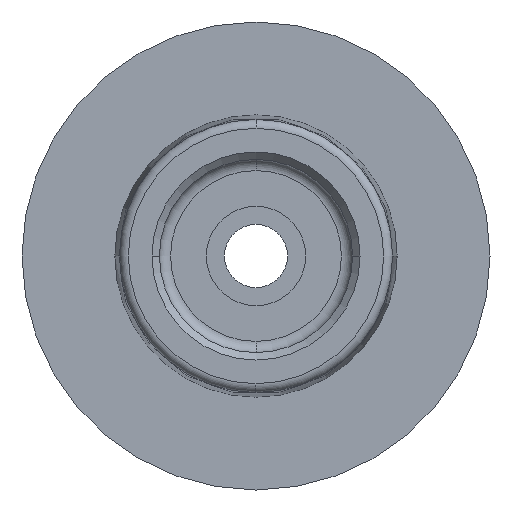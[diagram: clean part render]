
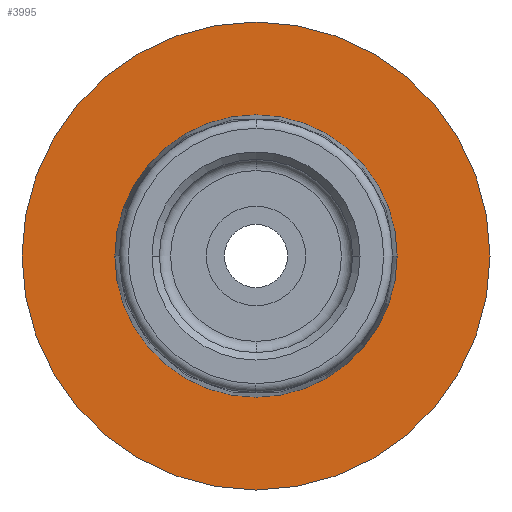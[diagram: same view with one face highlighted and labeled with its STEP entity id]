
A CAD part, left-side view. The second image highlights one B-rep face of the part: STEP entity #3995.
In plain terms, the highlighted planar face has unit normal (-1, 0, 0).
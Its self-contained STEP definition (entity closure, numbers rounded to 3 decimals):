
#435=PLANE('',#4480);
#835=CIRCLE('',#4479,19.005);
#836=CIRCLE('',#4481,31.5);
#837=CIRCLE('',#4482,31.5);
#838=CIRCLE('',#4483,19.005);
#1176=VERTEX_POINT('',#5898);
#1177=VERTEX_POINT('',#5900);
#1178=VERTEX_POINT('',#5904);
#1179=VERTEX_POINT('',#5905);
#2095=EDGE_CURVE('',#1176,#1177,#835,.T.);
#2096=EDGE_CURVE('',#1178,#1179,#836,.T.);
#2097=EDGE_CURVE('',#1179,#1178,#837,.T.);
#2098=EDGE_CURVE('',#1177,#1176,#838,.T.);
#3086=ORIENTED_EDGE('',*,*,#2096,.F.);
#3087=ORIENTED_EDGE('',*,*,#2097,.F.);
#3088=ORIENTED_EDGE('',*,*,#2095,.T.);
#3089=ORIENTED_EDGE('',*,*,#2098,.T.);
#3463=EDGE_LOOP('',(#3086,#3087));
#3464=EDGE_LOOP('',(#3088,#3089));
#3743=FACE_BOUND('',#3463,.T.);
#3744=FACE_BOUND('',#3464,.T.);
#3995=ADVANCED_FACE('',(#3743,#3744),#435,.T.);
#4479=AXIS2_PLACEMENT_3D('',#5901,#7017,#7018);
#4480=AXIS2_PLACEMENT_3D('',#5902,#7019,$);
#4481=AXIS2_PLACEMENT_3D('',#5903,#7020,#7021);
#4482=AXIS2_PLACEMENT_3D('',#5906,#7022,#7023);
#4483=AXIS2_PLACEMENT_3D('',#5907,#7024,#7025);
#5898=CARTESIAN_POINT('',(25.,19.005,0.));
#5900=CARTESIAN_POINT('',(25.,-19.005,0.));
#5901=CARTESIAN_POINT('',(25.,0.,0.));
#5902=CARTESIAN_POINT('',(25.,25.252,0.));
#5903=CARTESIAN_POINT('',(25.,0.,0.));
#5904=CARTESIAN_POINT('',(25.,31.5,0.));
#5905=CARTESIAN_POINT('',(25.,-31.5,0.));
#5906=CARTESIAN_POINT('',(25.,0.,0.));
#5907=CARTESIAN_POINT('',(25.,0.,0.));
#7017=DIRECTION('',(1.,0.,0.));
#7018=DIRECTION('',(0.,19.005,0.));
#7019=DIRECTION('',(-1.,0.,0.));
#7020=DIRECTION('',(1.,0.,0.));
#7021=DIRECTION('',(0.,31.5,0.));
#7022=DIRECTION('',(1.,0.,0.));
#7023=DIRECTION('',(0.,31.5,0.));
#7024=DIRECTION('',(1.,0.,0.));
#7025=DIRECTION('',(0.,19.005,0.));
